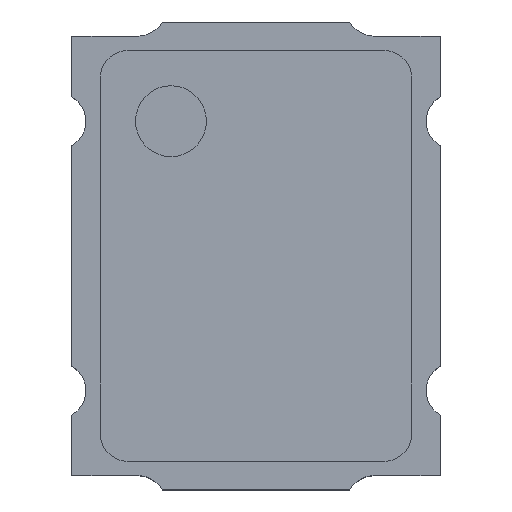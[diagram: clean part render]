
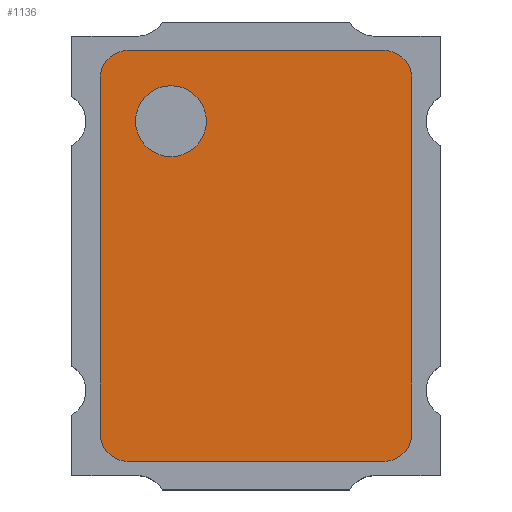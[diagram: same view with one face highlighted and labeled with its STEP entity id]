
A CAD part, top view. The second image highlights one B-rep face of the part: STEP entity #1136.
In plain terms, the highlighted free-form (B-spline) face has degree [1, 1] with [2, 2] control points.
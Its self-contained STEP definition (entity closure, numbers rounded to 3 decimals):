
#956=CARTESIAN_POINT('',(-0.6,0.7,1.0));
#957=VERTEX_POINT('',#956);
#973=CARTESIAN_POINT('',(-0.6,1.2,1.0));
#974=VERTEX_POINT('',#973);
#981=CARTESIAN_POINT('',(-0.6,0.95,1.0));
#982=DIRECTION('',(0.0,0.0,-1.0));
#983=DIRECTION('',(0.0,-1.0,0.0));
#984=AXIS2_PLACEMENT_3D('',#981,#982,#983);
#985=CIRCLE('',#984,0.25);
#986=EDGE_CURVE('',#957,#974,#985,.T.);
#997=CARTESIAN_POINT('',(-0.6,0.95,1.0));
#998=DIRECTION('',(0.0,0.0,-1.0));
#999=DIRECTION('',(0.0,-1.0,0.0));
#1000=AXIS2_PLACEMENT_3D('',#997,#998,#999);
#1001=CIRCLE('',#1000,0.25);
#1002=EDGE_CURVE('',#974,#957,#1001,.T.);
#1041=CARTESIAN_POINT('',(-0.9,-1.45,1.0));
#1042=VERTEX_POINT('',#1041);
#1049=CARTESIAN_POINT('',(-1.1,-1.25,1.0));
#1050=VERTEX_POINT('',#1049);
#1051=CARTESIAN_POINT('',(-0.9,-1.25,1.0));
#1052=DIRECTION('',(0.0,0.0,-1.0));
#1053=DIRECTION('',(-0.707,-0.707,0.0));
#1054=AXIS2_PLACEMENT_3D('',#1051,#1052,#1053);
#1055=CIRCLE('',#1054,0.2);
#1056=EDGE_CURVE('',#1042,#1050,#1055,.T.);
#1067=CARTESIAN_POINT('',(-1.1,1.45,1.0));
#1068=CARTESIAN_POINT('',(-1.1,-1.45,1.0));
#1069=CARTESIAN_POINT('',(1.1,1.45,1.0));
#1070=CARTESIAN_POINT('',(1.1,-1.45,1.0));
#1071=B_SPLINE_SURFACE_WITH_KNOTS('',1,1,((#1067,#1069),(#1068,#1070)),.UNSPECIFIED.,.F.,.F.,.U.,(2,2),(2,2),(0.0,2.9),(0.0,2.2),.UNSPECIFIED.);
#1072=ORIENTED_EDGE('',*,*,#1056,.F.);
#1073=CARTESIAN_POINT('',(0.9,-1.45,1.0));
#1074=VERTEX_POINT('',#1073);
#1075=CARTESIAN_POINT('',(0.9,-1.45,1.0));
#1076=DIRECTION('',(-1.0,0.0,0.0));
#1077=VECTOR('',#1076,1.8);
#1078=LINE('',#1075,#1077);
#1079=EDGE_CURVE('',#1074,#1042,#1078,.T.);
#1080=ORIENTED_EDGE('',*,*,#1079,.F.);
#1081=CARTESIAN_POINT('',(1.1,-1.25,1.0));
#1082=VERTEX_POINT('',#1081);
#1083=CARTESIAN_POINT('',(0.9,-1.25,1.0));
#1084=DIRECTION('',(0.0,0.0,-1.0));
#1085=DIRECTION('',(0.707,-0.707,0.0));
#1086=AXIS2_PLACEMENT_3D('',#1083,#1084,#1085);
#1087=CIRCLE('',#1086,0.2);
#1088=EDGE_CURVE('',#1082,#1074,#1087,.T.);
#1089=ORIENTED_EDGE('',*,*,#1088,.F.);
#1090=CARTESIAN_POINT('',(1.1,1.25,1.0));
#1091=VERTEX_POINT('',#1090);
#1092=CARTESIAN_POINT('',(1.1,1.25,1.0));
#1093=DIRECTION('',(0.0,-1.0,0.0));
#1094=VECTOR('',#1093,2.5);
#1095=LINE('',#1092,#1094);
#1096=EDGE_CURVE('',#1091,#1082,#1095,.T.);
#1097=ORIENTED_EDGE('',*,*,#1096,.F.);
#1098=CARTESIAN_POINT('',(0.9,1.45,1.0));
#1099=VERTEX_POINT('',#1098);
#1100=CARTESIAN_POINT('',(0.9,1.25,1.0));
#1101=DIRECTION('',(0.0,0.0,-1.0));
#1102=DIRECTION('',(0.707,0.707,0.0));
#1103=AXIS2_PLACEMENT_3D('',#1100,#1101,#1102);
#1104=CIRCLE('',#1103,0.2);
#1105=EDGE_CURVE('',#1099,#1091,#1104,.T.);
#1106=ORIENTED_EDGE('',*,*,#1105,.F.);
#1107=CARTESIAN_POINT('',(-0.9,1.45,1.0));
#1108=VERTEX_POINT('',#1107);
#1109=CARTESIAN_POINT('',(-0.9,1.45,1.0));
#1110=DIRECTION('',(1.0,0.0,0.0));
#1111=VECTOR('',#1110,1.8);
#1112=LINE('',#1109,#1111);
#1113=EDGE_CURVE('',#1108,#1099,#1112,.T.);
#1114=ORIENTED_EDGE('',*,*,#1113,.F.);
#1115=CARTESIAN_POINT('',(-1.1,1.25,1.0));
#1116=VERTEX_POINT('',#1115);
#1117=CARTESIAN_POINT('',(-0.9,1.25,1.0));
#1118=DIRECTION('',(0.0,0.0,-1.0));
#1119=DIRECTION('',(-0.707,0.707,0.0));
#1120=AXIS2_PLACEMENT_3D('',#1117,#1118,#1119);
#1121=CIRCLE('',#1120,0.2);
#1122=EDGE_CURVE('',#1116,#1108,#1121,.T.);
#1123=ORIENTED_EDGE('',*,*,#1122,.F.);
#1124=CARTESIAN_POINT('',(-1.1,-1.25,1.0));
#1125=DIRECTION('',(0.0,1.0,0.0));
#1126=VECTOR('',#1125,2.5);
#1127=LINE('',#1124,#1126);
#1128=EDGE_CURVE('',#1050,#1116,#1127,.T.);
#1129=ORIENTED_EDGE('',*,*,#1128,.F.);
#1130=EDGE_LOOP('',(#1072,#1080,#1089,#1097,#1106,#1114,#1123,#1129));
#1131=FACE_OUTER_BOUND('',#1130,.T.);
#1132=ORIENTED_EDGE('',*,*,#986,.T.);
#1133=ORIENTED_EDGE('',*,*,#1002,.T.);
#1134=EDGE_LOOP('',(#1132,#1133));
#1135=FACE_BOUND('',#1134,.T.);
#1136=ADVANCED_FACE('',(#1131,#1135),#1071,.T.);
